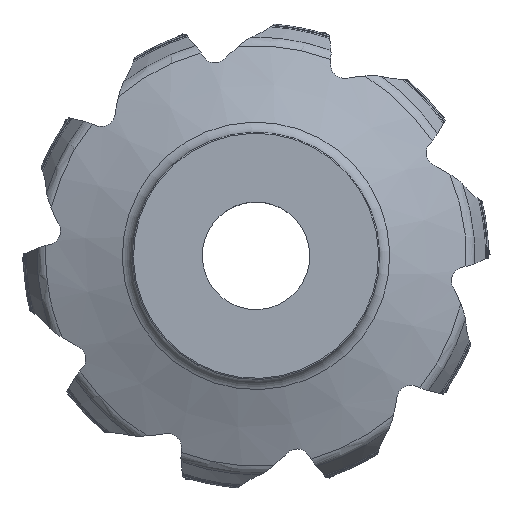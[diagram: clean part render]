
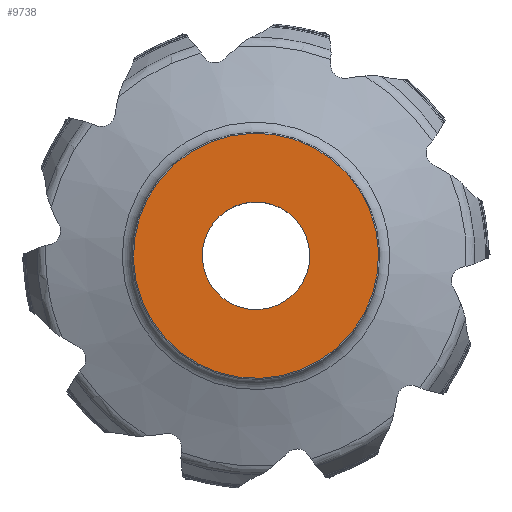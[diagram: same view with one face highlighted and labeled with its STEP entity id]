
A CAD part, top view. The second image highlights one B-rep face of the part: STEP entity #9738.
In plain terms, the highlighted planar face has unit normal (0, 0, 1).
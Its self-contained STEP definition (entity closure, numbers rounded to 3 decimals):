
#1987=FACE_BOUND('',#19229,.T.);
#1988=FACE_BOUND('',#19230,.T.);
#9738=ADVANCED_FACE('CU_BACK_F001',(#1987,#1988),#10635,.T.);
#10635=PLANE('',#77491);
#19229=EDGE_LOOP('',(#46040));
#19230=EDGE_LOOP('',(#46041));
#22491=CIRCLE('',#70864,20.006);
#25369=CIRCLE('',#77485,45.6);
#46040=ORIENTED_EDGE('',*,*,#63165,.T.);
#46041=ORIENTED_EDGE('',*,*,#54492,.F.);
#47624=VERTEX_POINT('',#105867);
#52705=VERTEX_POINT('',#157912);
#54492=EDGE_CURVE('',#47624,#47624,#22491,.T.);
#63165=EDGE_CURVE('',#52705,#52705,#25369,.T.);
#70864=AXIS2_PLACEMENT_3D('',#105866,#80160,#80161);
#77485=AXIS2_PLACEMENT_3D('',#157911,#96178,#96179);
#77491=AXIS2_PLACEMENT_3D('',#157918,#96190,#96191);
#80160=DIRECTION('',(0.,0.,1.));
#80161=DIRECTION('',(0.978,0.208,0.));
#96178=DIRECTION('',(0.,0.,1.));
#96179=DIRECTION('',(0.978,0.208,0.));
#96190=DIRECTION('',(0.,0.,1.));
#96191=DIRECTION('',(0.978,0.208,0.));
#105866=CARTESIAN_POINT('',(0.,0.,
0.));
#105867=CARTESIAN_POINT('',(19.569,4.16,0.));
#157911=CARTESIAN_POINT('',(0.,0.,
0.));
#157912=CARTESIAN_POINT('',(44.604,9.481,0.));
#157918=CARTESIAN_POINT('',(-23.006,0.,0.));
